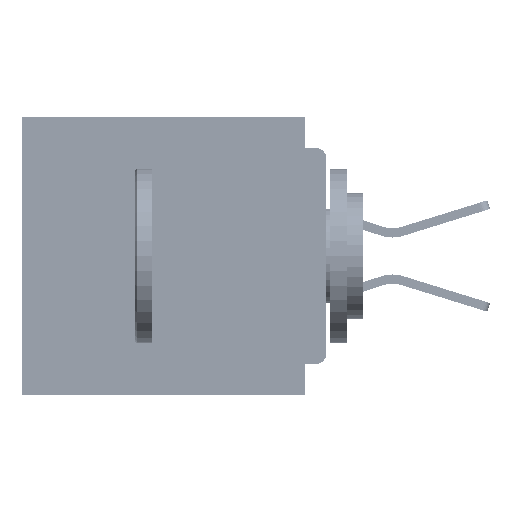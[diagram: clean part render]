
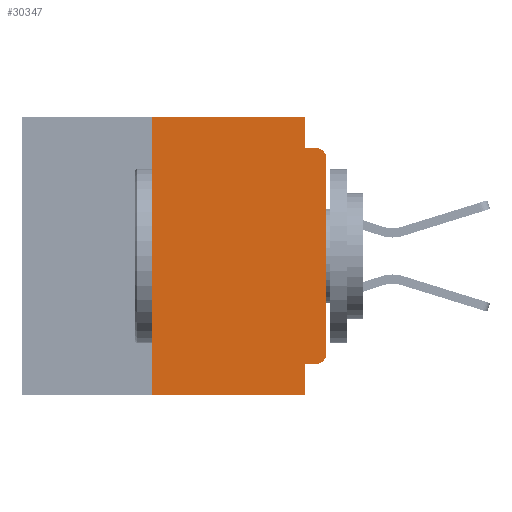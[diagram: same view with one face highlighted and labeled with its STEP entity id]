
A CAD part, left-side view. The second image highlights one B-rep face of the part: STEP entity #30347.
In plain terms, the highlighted planar face has unit normal (-1, 0, 0).
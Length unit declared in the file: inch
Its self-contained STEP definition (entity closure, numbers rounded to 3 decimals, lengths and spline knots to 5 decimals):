
#244 = EDGE_CURVE ( 'NONE', #41050, #669, #14755, .T. ) ;
#500 = DIRECTION ( 'NONE',  ( 0., -1., 0. ) ) ;
#669 = VERTEX_POINT ( 'NONE', #64363 ) ;
#1022 = EDGE_CURVE ( 'NONE', #43687, #12002, #36561, .T. ) ;
#1169 = ORIENTED_EDGE ( 'NONE', *, *, #15267, .T. ) ;
#4334 = CARTESIAN_POINT ( 'NONE',  ( 0., 0.25, -0.4 ) ) ;
#7056 = ORIENTED_EDGE ( 'NONE', *, *, #1022, .F. ) ;
#7416 = VECTOR ( 'NONE', #49454, 39.37008 ) ;
#9403 = ORIENTED_EDGE ( 'NONE', *, *, #16934, .F. ) ;
#10032 = DIRECTION ( 'NONE',  ( 0., 0., -1. ) ) ;
#11676 = EDGE_CURVE ( 'NONE', #53393, #56381, #58024, .T. ) ;
#12002 = VERTEX_POINT ( 'NONE', #43797 ) ;
#12061 = DIRECTION ( 'NONE',  ( 0., 0., 1. ) ) ;
#13648 = LINE ( 'NONE', #17237, #56659 ) ;
#13742 = ORIENTED_EDGE ( 'NONE', *, *, #52954, .F. ) ;
#14670 = ORIENTED_EDGE ( 'NONE', *, *, #28604, .T. ) ;
#14755 = LINE ( 'NONE', #30132, #54539 ) ;
#15267 = EDGE_CURVE ( 'NONE', #26649, #56381, #60259, .T. ) ;
#15367 = DIRECTION ( 'NONE',  ( 0., 1., 0. ) ) ;
#16934 = EDGE_CURVE ( 'NONE', #64527, #41050, #54372, .T. ) ;
#17028 = LINE ( 'NONE', #62563, #56811 ) ;
#17237 = CARTESIAN_POINT ( 'NONE',  ( 0., 0., 0. ) ) ;
#18461 = CARTESIAN_POINT ( 'NONE',  ( 0., 0.031, 0. ) ) ;
#19152 = DIRECTION ( 'NONE',  ( -1., 0., 0. ) ) ;
#19580 = LINE ( 'NONE', #18461, #30102 ) ;
#20201 = PLANE ( 'NONE',  #42224 ) ;
#20683 = CARTESIAN_POINT ( 'NONE',  ( 0., 0., -0.045 ) ) ;
#20829 = EDGE_CURVE ( 'NONE', #64532, #52095, #31971, .T. ) ;
#23308 = EDGE_CURVE ( 'NONE', #669, #53393, #19580, .T. ) ;
#25554 = CARTESIAN_POINT ( 'NONE',  ( 0., 0., -0.355 ) ) ;
#25862 = DIRECTION ( 'NONE',  ( 0., -1., 0. ) ) ;
#26649 = VERTEX_POINT ( 'NONE', #38914 ) ;
#26759 = VECTOR ( 'NONE', #50581, 39.37008 ) ;
#27759 = CARTESIAN_POINT ( 'NONE',  ( 0., 0.015, -0.34 ) ) ;
#28217 = ORIENTED_EDGE ( 'NONE', *, *, #23308, .F. ) ;
#28604 = EDGE_CURVE ( 'NONE', #64527, #12002, #17028, .T. ) ;
#30102 = VECTOR ( 'NONE', #59954, 39.37008 ) ;
#30132 = CARTESIAN_POINT ( 'NONE',  ( 0., 0.437, 0. ) ) ;
#30347 = ADVANCED_FACE ( 'NONE', ( #61384 ), #20201, .F. ) ;
#30605 = CARTESIAN_POINT ( 'NONE',  ( 0., 0.437, 0. ) ) ;
#31303 = DIRECTION ( 'NONE',  ( 0., -1., 0. ) ) ;
#31971 = CIRCLE ( 'NONE', #66076, 0.015 ) ;
#32958 = DIRECTION ( 'NONE',  ( 0., 0., -1. ) ) ;
#35013 = CARTESIAN_POINT ( 'NONE',  ( 0., 0.031, -0.355 ) ) ;
#36561 = LINE ( 'NONE', #52240, #7416 ) ;
#37182 = EDGE_LOOP ( 'NONE', ( #50194, #1169, #56284, #28217, #40384, #9403, #14670, #7056, #13742, #37323 ) ) ;
#37323 = ORIENTED_EDGE ( 'NONE', *, *, #20829, .T. ) ;
#38914 = CARTESIAN_POINT ( 'NONE',  ( 0., 0., -0.06 ) ) ;
#40143 = CARTESIAN_POINT ( 'NONE',  ( 0., 0.25, -0.4 ) ) ;
#40384 = ORIENTED_EDGE ( 'NONE', *, *, #244, .F. ) ;
#41050 = VERTEX_POINT ( 'NONE', #48246 ) ;
#41073 = DIRECTION ( 'NONE',  ( 1., 0., 0. ) ) ;
#42224 = AXIS2_PLACEMENT_3D ( 'NONE', #30605, #41073, #10032 ) ;
#42261 = EDGE_CURVE ( 'NONE', #52095, #26649, #13648, .T. ) ;
#43687 = VERTEX_POINT ( 'NONE', #35013 ) ;
#43797 = CARTESIAN_POINT ( 'NONE',  ( 0., 0.031, -0.4 ) ) ;
#44288 = VECTOR ( 'NONE', #15367, 39.37008 ) ;
#48099 = AXIS2_PLACEMENT_3D ( 'NONE', #50237, #19152, #55447 ) ;
#48246 = CARTESIAN_POINT ( 'NONE',  ( 0., 0.25, 0. ) ) ;
#49154 = LINE ( 'NONE', #25554, #44288 ) ;
#49454 = DIRECTION ( 'NONE',  ( 0., 0., -1. ) ) ;
#50194 = ORIENTED_EDGE ( 'NONE', *, *, #42261, .T. ) ;
#50237 = CARTESIAN_POINT ( 'NONE',  ( 0., 0.015, -0.06 ) ) ;
#50581 = DIRECTION ( 'NONE',  ( 0., 0., 1. ) ) ;
#51167 = CARTESIAN_POINT ( 'NONE',  ( 0., 0.015, -0.045 ) ) ;
#52095 = VERTEX_POINT ( 'NONE', #64815 ) ;
#52240 = CARTESIAN_POINT ( 'NONE',  ( 0., 0.031, -0.4 ) ) ;
#52954 = EDGE_CURVE ( 'NONE', #64532, #43687, #49154, .T. ) ;
#53393 = VERTEX_POINT ( 'NONE', #55018 ) ;
#54372 = LINE ( 'NONE', #40143, #26759 ) ;
#54539 = VECTOR ( 'NONE', #31303, 39.37008 ) ;
#55018 = CARTESIAN_POINT ( 'NONE',  ( 0., 0.031, -0.045 ) ) ;
#55447 = DIRECTION ( 'NONE',  ( 0., 0., -1. ) ) ;
#56284 = ORIENTED_EDGE ( 'NONE', *, *, #11676, .F. ) ;
#56365 = VECTOR ( 'NONE', #25862, 39.37008 ) ;
#56381 = VERTEX_POINT ( 'NONE', #51167 ) ;
#56659 = VECTOR ( 'NONE', #12061, 39.37008 ) ;
#56811 = VECTOR ( 'NONE', #500, 39.37008 ) ;
#58024 = LINE ( 'NONE', #20683, #56365 ) ;
#59954 = DIRECTION ( 'NONE',  ( 0., 0., -1. ) ) ;
#60259 = CIRCLE ( 'NONE', #48099, 0.015 ) ;
#61162 = CARTESIAN_POINT ( 'NONE',  ( 0., 0.015, -0.355 ) ) ;
#61384 = FACE_OUTER_BOUND ( 'NONE', #37182, .T. ) ;
#62563 = CARTESIAN_POINT ( 'NONE',  ( 0., 0.437, -0.4 ) ) ;
#63990 = DIRECTION ( 'NONE',  ( -1., 0., 0. ) ) ;
#64363 = CARTESIAN_POINT ( 'NONE',  ( 0., 0.031, 0. ) ) ;
#64527 = VERTEX_POINT ( 'NONE', #4334 ) ;
#64532 = VERTEX_POINT ( 'NONE', #61162 ) ;
#64815 = CARTESIAN_POINT ( 'NONE',  ( 0., 0., -0.34 ) ) ;
#66076 = AXIS2_PLACEMENT_3D ( 'NONE', #27759, #63990, #32958 ) ;
